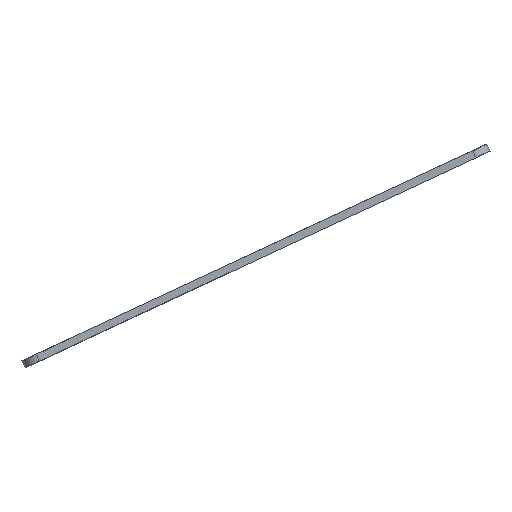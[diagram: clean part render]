
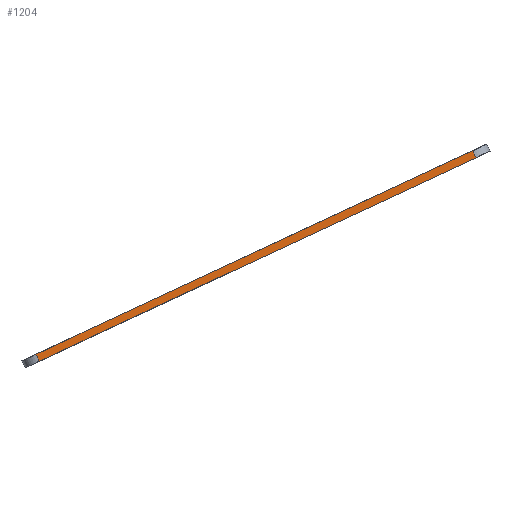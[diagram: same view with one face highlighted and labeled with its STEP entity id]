
A CAD part, left-side view. The second image highlights one B-rep face of the part: STEP entity #1204.
In plain terms, the highlighted planar face has unit normal (-1, 0, 0).
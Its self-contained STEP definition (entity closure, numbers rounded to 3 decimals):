
#36=PLANE('',#1311);
#79=FACE_OUTER_BOUND('',#140,.T.);
#140=EDGE_LOOP('',(#883,#884,#885,#886,#887,#888,#889,#890));
#224=LINE('',#1892,#335);
#233=LINE('',#1918,#344);
#234=LINE('',#1922,#345);
#235=LINE('',#1924,#346);
#236=LINE('',#1925,#347);
#237=LINE('',#1927,#348);
#238=LINE('',#1929,#349);
#239=LINE('',#1930,#350);
#335=VECTOR('',#1521,10.);
#344=VECTOR('',#1544,10.);
#345=VECTOR('',#1549,10.);
#346=VECTOR('',#1550,10.);
#347=VECTOR('',#1551,10.);
#348=VECTOR('',#1552,10.);
#349=VECTOR('',#1553,10.);
#350=VECTOR('',#1554,10.);
#524=VERTEX_POINT('',#1888);
#525=VERTEX_POINT('',#1890);
#534=VERTEX_POINT('',#1915);
#535=VERTEX_POINT('',#1917);
#536=VERTEX_POINT('',#1921);
#537=VERTEX_POINT('',#1923);
#538=VERTEX_POINT('',#1926);
#539=VERTEX_POINT('',#1928);
#666=EDGE_CURVE('',#524,#525,#224,.T.);
#678=EDGE_CURVE('',#534,#535,#233,.T.);
#680=EDGE_CURVE('',#536,#525,#234,.T.);
#681=EDGE_CURVE('',#537,#536,#235,.T.);
#682=EDGE_CURVE('',#535,#537,#236,.T.);
#683=EDGE_CURVE('',#534,#538,#237,.T.);
#684=EDGE_CURVE('',#539,#538,#238,.T.);
#685=EDGE_CURVE('',#539,#524,#239,.T.);
#883=ORIENTED_EDGE('',*,*,#680,.F.);
#884=ORIENTED_EDGE('',*,*,#681,.F.);
#885=ORIENTED_EDGE('',*,*,#682,.F.);
#886=ORIENTED_EDGE('',*,*,#678,.F.);
#887=ORIENTED_EDGE('',*,*,#683,.T.);
#888=ORIENTED_EDGE('',*,*,#684,.F.);
#889=ORIENTED_EDGE('',*,*,#685,.T.);
#890=ORIENTED_EDGE('',*,*,#666,.T.);
#1204=ADVANCED_FACE('',(#79),#36,.T.);
#1311=AXIS2_PLACEMENT_3D('',#1920,#1547,#1548);
#1521=DIRECTION('',(0.,0.423,0.906));
#1544=DIRECTION('',(0.,0.423,0.906));
#1547=DIRECTION('center_axis',(-1.,0.,0.));
#1548=DIRECTION('ref_axis',(0.,-0.906,0.423));
#1549=DIRECTION('',(0.,-0.906,0.423));
#1550=DIRECTION('',(0.,-0.906,0.423));
#1551=DIRECTION('',(0.,-0.906,0.423));
#1552=DIRECTION('',(0.,-0.906,0.423));
#1553=DIRECTION('',(0.,0.906,-0.423));
#1554=DIRECTION('',(0.,-0.906,0.423));
#1888=CARTESIAN_POINT('',(-90.925,-80.691,37.325));
#1890=CARTESIAN_POINT('',(-90.925,-79.423,40.044));
#1892=CARTESIAN_POINT('',(-90.925,-80.691,37.325));
#1915=CARTESIAN_POINT('',(-90.925,89.695,-42.127));
#1917=CARTESIAN_POINT('',(-90.925,90.963,-39.408));
#1918=CARTESIAN_POINT('',(-90.925,89.695,-42.127));
#1920=CARTESIAN_POINT('Origin',(-90.925,-63.607,29.359));
#1921=CARTESIAN_POINT('',(-90.925,71.16,-30.174));
#1922=CARTESIAN_POINT('',(-90.925,-75.289,38.116));
#1923=CARTESIAN_POINT('',(-90.925,73.879,-31.442));
#1924=CARTESIAN_POINT('',(-90.925,73.879,-31.442));
#1925=CARTESIAN_POINT('',(-90.925,-75.289,38.116));
#1926=CARTESIAN_POINT('',(-90.925,72.611,-34.161));
#1927=CARTESIAN_POINT('',(-90.925,-76.557,35.397));
#1928=CARTESIAN_POINT('',(-90.925,69.892,-32.893));
#1929=CARTESIAN_POINT('',(-90.925,72.611,-34.161));
#1930=CARTESIAN_POINT('',(-90.925,-55.133,25.407));
